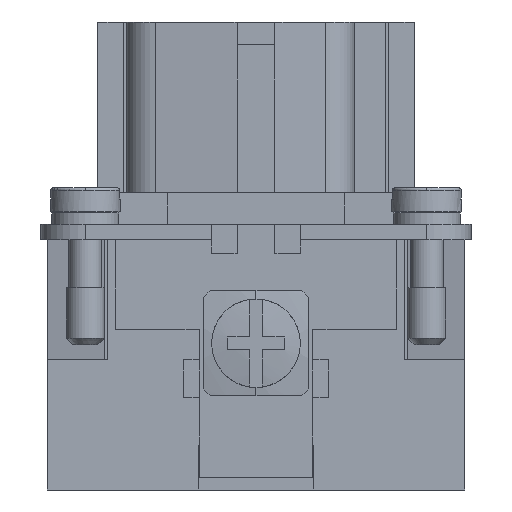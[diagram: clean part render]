
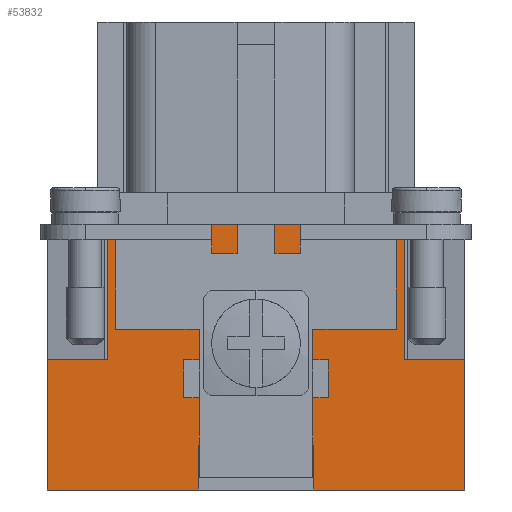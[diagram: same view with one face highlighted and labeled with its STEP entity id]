
A CAD part, left-side view. The second image highlights one B-rep face of the part: STEP entity #53832.
In plain terms, the highlighted planar face has unit normal (-1, 0, 0).
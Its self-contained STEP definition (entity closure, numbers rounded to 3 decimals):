
#37147=CARTESIAN_POINT('',(-31.6,-16.5,10.3));
#37148=VERTEX_POINT('',#37147);
#37155=CARTESIAN_POINT('',(-31.6,-16.5,0.0));
#37156=VERTEX_POINT('',#37155);
#37157=CARTESIAN_POINT('',(-31.6,-16.5,0.0));
#37158=DIRECTION('',(0.0,0.0,1.0));
#37159=VECTOR('',#37158,10.3);
#37160=LINE('',#37157,#37159);
#37161=EDGE_CURVE('',#37156,#37148,#37160,.T.);
#45996=CARTESIAN_POINT('',(-31.6,11.75,21.0));
#45997=VERTEX_POINT('',#45996);
#46004=CARTESIAN_POINT('',(-31.6,-11.75,21.0));
#46005=VERTEX_POINT('',#46004);
#46006=CARTESIAN_POINT('',(-31.6,-11.75,21.0));
#46007=DIRECTION('',(0.0,1.0,0.0));
#46008=VECTOR('',#46007,23.5);
#46009=LINE('',#46006,#46008);
#46010=EDGE_CURVE('',#46005,#45997,#46009,.T.);
#53350=CARTESIAN_POINT('',(-31.6,11.75,10.3));
#53351=VERTEX_POINT('',#53350);
#53360=CARTESIAN_POINT('',(-31.6,11.75,21.0));
#53361=DIRECTION('',(0.0,0.0,-1.0));
#53362=VECTOR('',#53361,10.7);
#53363=LINE('',#53360,#53362);
#53364=EDGE_CURVE('',#45997,#53351,#53363,.T.);
#53406=CARTESIAN_POINT('',(-31.6,16.5,10.3));
#53407=VERTEX_POINT('',#53406);
#53408=CARTESIAN_POINT('',(-31.6,11.75,10.3));
#53409=DIRECTION('',(0.0,1.0,0.0));
#53410=VECTOR('',#53409,4.75);
#53411=LINE('',#53408,#53410);
#53412=EDGE_CURVE('',#53351,#53407,#53411,.T.);
#53619=CARTESIAN_POINT('',(-31.6,-11.75,10.3));
#53620=VERTEX_POINT('',#53619);
#53629=CARTESIAN_POINT('',(-31.6,-11.75,10.3));
#53630=DIRECTION('',(0.0,0.0,1.0));
#53631=VECTOR('',#53630,10.7);
#53632=LINE('',#53629,#53631);
#53633=EDGE_CURVE('',#53620,#46005,#53632,.T.);
#53643=CARTESIAN_POINT('',(-31.6,-16.5,10.3));
#53644=DIRECTION('',(0.0,1.0,0.0));
#53645=VECTOR('',#53644,4.75);
#53646=LINE('',#53643,#53645);
#53647=EDGE_CURVE('',#37148,#53620,#53646,.T.);
#53740=CARTESIAN_POINT('',(-31.6,16.5,0.0));
#53741=VERTEX_POINT('',#53740);
#53748=CARTESIAN_POINT('',(-31.6,16.5,0.0));
#53749=DIRECTION('',(0.0,0.0,1.0));
#53750=VECTOR('',#53749,10.3);
#53751=LINE('',#53748,#53750);
#53752=EDGE_CURVE('',#53741,#53407,#53751,.T.);
#53780=CARTESIAN_POINT('',(-31.6,-16.5,0.0));
#53781=DIRECTION('',(-1.0,0.0,0.0));
#53782=DIRECTION('',(0.0,0.0,1.0));
#53783=AXIS2_PLACEMENT_3D('',#53780,#53781,#53782);
#53784=PLANE('',#53783);
#53785=ORIENTED_EDGE('',*,*,#53364,.T.);
#53786=ORIENTED_EDGE('',*,*,#53412,.T.);
#53787=ORIENTED_EDGE('',*,*,#53752,.F.);
#53788=CARTESIAN_POINT('',(-31.6,4.55,0.0));
#53789=VERTEX_POINT('',#53788);
#53790=CARTESIAN_POINT('',(-31.6,4.55,0.0));
#53791=DIRECTION('',(0.0,1.0,0.0));
#53792=VECTOR('',#53791,11.95);
#53793=LINE('',#53790,#53792);
#53794=EDGE_CURVE('',#53789,#53741,#53793,.T.);
#53795=ORIENTED_EDGE('',*,*,#53794,.F.);
#53796=CARTESIAN_POINT('',(-31.6,4.55,3.5));
#53797=VERTEX_POINT('',#53796);
#53798=CARTESIAN_POINT('',(-31.6,4.55,0.0));
#53799=DIRECTION('',(0.0,0.0,1.0));
#53800=VECTOR('',#53799,3.5);
#53801=LINE('',#53798,#53800);
#53802=EDGE_CURVE('',#53789,#53797,#53801,.T.);
#53803=ORIENTED_EDGE('',*,*,#53802,.T.);
#53804=CARTESIAN_POINT('',(-31.6,-4.55,3.5));
#53805=VERTEX_POINT('',#53804);
#53806=CARTESIAN_POINT('',(-31.6,4.55,3.5));
#53807=DIRECTION('',(0.0,-1.0,0.0));
#53808=VECTOR('',#53807,9.1);
#53809=LINE('',#53806,#53808);
#53810=EDGE_CURVE('',#53797,#53805,#53809,.T.);
#53811=ORIENTED_EDGE('',*,*,#53810,.T.);
#53812=CARTESIAN_POINT('',(-31.6,-4.55,0.0));
#53813=VERTEX_POINT('',#53812);
#53814=CARTESIAN_POINT('',(-31.6,-4.55,3.5));
#53815=DIRECTION('',(0.0,0.0,-1.0));
#53816=VECTOR('',#53815,3.5);
#53817=LINE('',#53814,#53816);
#53818=EDGE_CURVE('',#53805,#53813,#53817,.T.);
#53819=ORIENTED_EDGE('',*,*,#53818,.T.);
#53820=CARTESIAN_POINT('',(-31.6,-16.5,0.0));
#53821=DIRECTION('',(0.0,1.0,0.0));
#53822=VECTOR('',#53821,11.95);
#53823=LINE('',#53820,#53822);
#53824=EDGE_CURVE('',#37156,#53813,#53823,.T.);
#53825=ORIENTED_EDGE('',*,*,#53824,.F.);
#53826=ORIENTED_EDGE('',*,*,#37161,.T.);
#53827=ORIENTED_EDGE('',*,*,#53647,.T.);
#53828=ORIENTED_EDGE('',*,*,#53633,.T.);
#53829=ORIENTED_EDGE('',*,*,#46010,.T.);
#53830=EDGE_LOOP('',(#53785,#53786,#53787,#53795,#53803,#53811,#53819,#53825,#53826,#53827,#53828,#53829));
#53831=FACE_OUTER_BOUND('',#53830,.T.);
#53832=ADVANCED_FACE('',(#53831),#53784,.T.);
